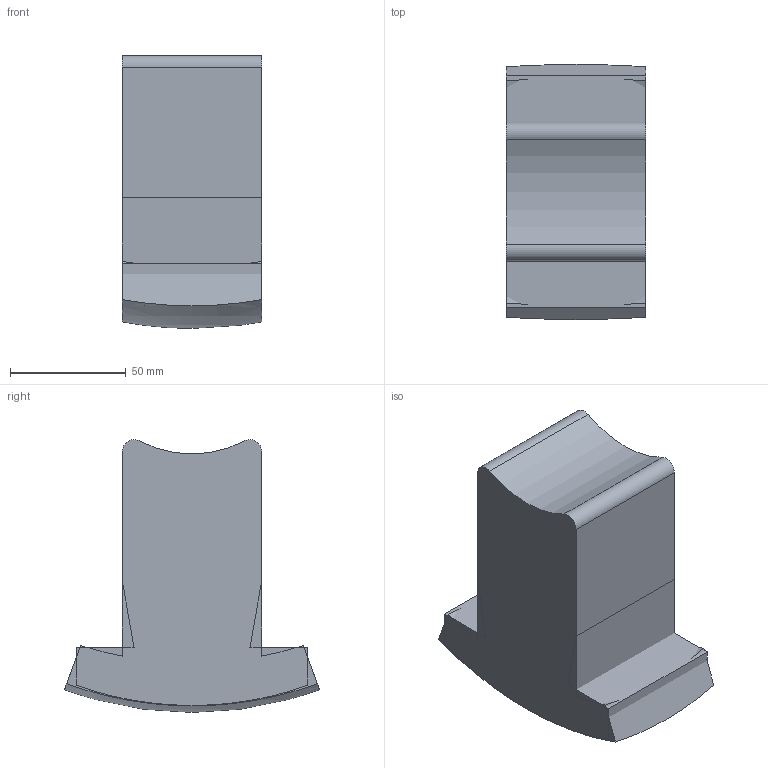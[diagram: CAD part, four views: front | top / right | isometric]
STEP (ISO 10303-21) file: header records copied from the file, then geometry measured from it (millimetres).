
FILE_DESCRIPTION(/* description */ ('','CAx-IF Rec.Pracs.---Representation and Presentation of Product Manufacturing Information (PMI)---4.0---2014-10-13'),/* implementation_level */ '2;1');
FILE_NAME(/* name */ 'shank_back.step',/* time_stamp */ '2021-06-26T05:18:34-04:00',/* author */ ('boxi'),/* organization */ (''),/* preprocessor_version */ 'ST-DEVELOPER v18',/* originating_system */ 'Autodesk Inventor 2020',/* authorisation */ '');
FILE_SCHEMA (('AP242_MANAGED_MODEL_BASED_3D_ENGINEERING_MIM_LF { 1 0 10303 442 1 1 4 }'));
Length unit declared in the file: millimetre
Products named in the file (1): shank_2
Bounding box: 60 x 110 x 117.7 mm (x, y, z)
Surface area: 81002.8 mm2
Topology: 2 solids, 2 shells, 26 faces, 72 edges, 48 vertices
Faces by surface type: plane 16, cylinder 6, sphere 4
Entity records: 944 total; most frequent: DIRECTION 174, CARTESIAN_POINT 158, ORIENTED_EDGE 140, EDGE_CURVE 70, AXIS2_PLACEMENT_3D 68, VERTEX_POINT 48, LINE 38, VECTOR 38
